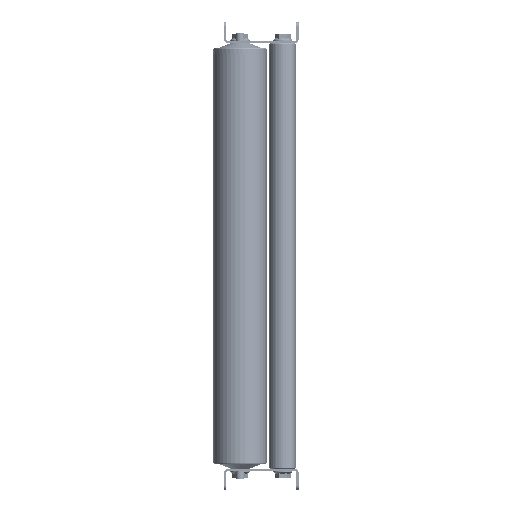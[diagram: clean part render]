
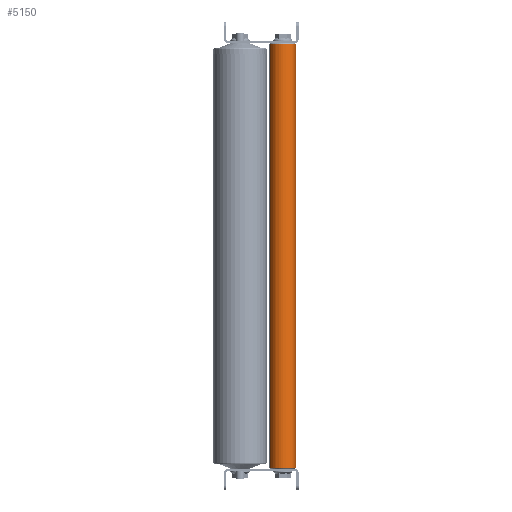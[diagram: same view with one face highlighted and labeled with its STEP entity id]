
A CAD part, left-side view. The second image highlights one B-rep face of the part: STEP entity #5150.
In plain terms, the highlighted cylindrical face has radius 12.5 mm (diameter 25 mm), a partial arc.
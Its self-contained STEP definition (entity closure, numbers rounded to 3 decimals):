
#1104 = DIRECTION ( 'NONE',  ( -1., 0., 0. ) ) ;
#2280 = ORIENTED_EDGE ( 'NONE', *, *, #37534, .T. ) ;
#2316 = VECTOR ( 'NONE', #1104, 1000. ) ;
#4877 = DIRECTION ( 'NONE',  ( 0., 0., 1. ) ) ;
#5150 = ADVANCED_FACE ( 'NONE', ( #20194 ), #32568, .T. ) ;
#5788 = EDGE_CURVE ( 'NONE', #37716, #26589, #19637, .T. ) ;
#6123 = CIRCLE ( 'NONE', #32525, 12.5 ) ;
#7035 = CARTESIAN_POINT ( 'NONE',  ( 1., 0., 12.5 ) ) ;
#7925 = ORIENTED_EDGE ( 'NONE', *, *, #5788, .F. ) ;
#7928 = CARTESIAN_POINT ( 'NONE',  ( 1., 0., -12.5 ) ) ;
#8275 = DIRECTION ( 'NONE',  ( 0., 0., -1. ) ) ;
#8376 = DIRECTION ( 'NONE',  ( -1., 0., 0. ) ) ;
#11371 = DIRECTION ( 'NONE',  ( 1., 0., 0. ) ) ;
#12292 = CIRCLE ( 'NONE', #19563, 12.5 ) ;
#13745 = VERTEX_POINT ( 'NONE', #31932 ) ;
#13986 = DIRECTION ( 'NONE',  ( -1., 0., 0. ) ) ;
#16526 = DIRECTION ( 'NONE',  ( -1., 0., 0. ) ) ;
#18500 = DIRECTION ( 'NONE',  ( 0., 0., -1. ) ) ;
#18939 = EDGE_LOOP ( 'NONE', ( #2280, #34090, #31727, #7925 ) ) ;
#19563 = AXIS2_PLACEMENT_3D ( 'NONE', #39944, #8376, #18500 ) ;
#19637 = LINE ( 'NONE', #22959, #22228 ) ;
#20194 = FACE_OUTER_BOUND ( 'NONE', #18939, .T. ) ;
#22228 = VECTOR ( 'NONE', #16526, 1000. ) ;
#22959 = CARTESIAN_POINT ( 'NONE',  ( 400., 0., 12.5 ) ) ;
#23608 = AXIS2_PLACEMENT_3D ( 'NONE', #29868, #13986, #4877 ) ;
#25839 = EDGE_CURVE ( 'NONE', #13745, #40629, #35406, .T. ) ;
#26589 = VERTEX_POINT ( 'NONE', #7035 ) ;
#29746 = CARTESIAN_POINT ( 'NONE',  ( 399., 0., 12.5 ) ) ;
#29868 = CARTESIAN_POINT ( 'NONE',  ( 400., 0., 0. ) ) ;
#30171 = CARTESIAN_POINT ( 'NONE',  ( 1., 0., 0. ) ) ;
#31727 = ORIENTED_EDGE ( 'NONE', *, *, #39799, .T. ) ;
#31932 = CARTESIAN_POINT ( 'NONE',  ( 399., 0., -12.5 ) ) ;
#32502 = CARTESIAN_POINT ( 'NONE',  ( 400., 0., -12.5 ) ) ;
#32525 = AXIS2_PLACEMENT_3D ( 'NONE', #30171, #11371, #8275 ) ;
#32568 = CYLINDRICAL_SURFACE ( 'NONE', #23608, 12.5 ) ;
#34090 = ORIENTED_EDGE ( 'NONE', *, *, #25839, .T. ) ;
#35406 = LINE ( 'NONE', #32502, #2316 ) ;
#37534 = EDGE_CURVE ( 'NONE', #37716, #13745, #12292, .T. ) ;
#37716 = VERTEX_POINT ( 'NONE', #29746 ) ;
#39799 = EDGE_CURVE ( 'NONE', #40629, #26589, #6123, .T. ) ;
#39944 = CARTESIAN_POINT ( 'NONE',  ( 399., 0., 0. ) ) ;
#40629 = VERTEX_POINT ( 'NONE', #7928 ) ;
